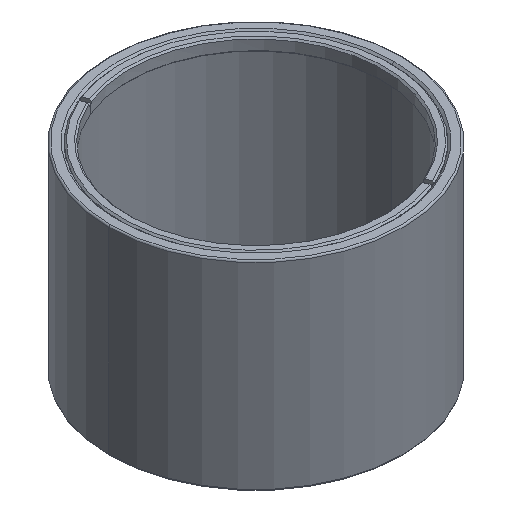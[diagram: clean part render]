
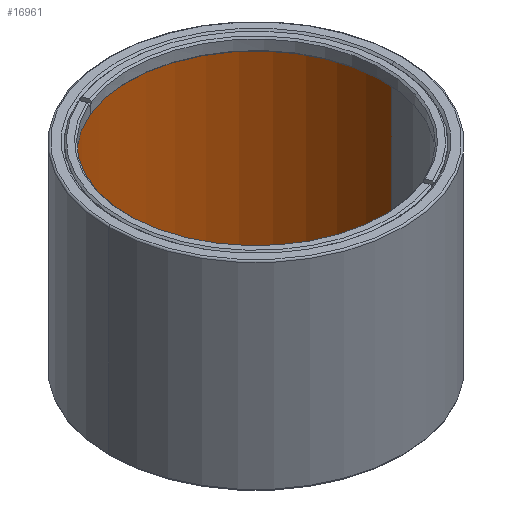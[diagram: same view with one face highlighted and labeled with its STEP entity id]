
A CAD part, isometric view. The second image highlights one B-rep face of the part: STEP entity #16961.
In plain terms, the highlighted cylindrical face has radius 25.845 mm (diameter 51.69 mm), a partial arc.
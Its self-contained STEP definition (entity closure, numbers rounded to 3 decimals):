
#155 = CARTESIAN_POINT ( 'NONE',  ( -57.512, 1.51, 18.6 ) ) ;
#322 = CARTESIAN_POINT ( 'NONE',  ( -5.822, 1.51, -18.6 ) ) ;
#1515 = ORIENTED_EDGE ( 'NONE', *, *, #9580, .T. ) ;
#1558 = DIRECTION ( 'NONE',  ( 0., 0., -1. ) ) ;
#2138 = CIRCLE ( 'NONE', #15024, 25.845 ) ;
#4169 = VECTOR ( 'NONE', #15865, 1000. ) ;
#4435 = VERTEX_POINT ( 'NONE', #10741 ) ;
#4555 = CARTESIAN_POINT ( 'NONE',  ( -5.822, 1.51, 18.6 ) ) ;
#5049 = DIRECTION ( 'NONE',  ( 0., 0., -1. ) ) ;
#5964 = DIRECTION ( 'NONE',  ( 1., 0., 0. ) ) ;
#6927 = EDGE_CURVE ( 'NONE', #20209, #4435, #24348, .T. ) ;
#6991 = DIRECTION ( 'NONE',  ( -1., 0., 0. ) ) ;
#8293 = VERTEX_POINT ( 'NONE', #322 ) ;
#8881 = CARTESIAN_POINT ( 'NONE',  ( -31.667, 1.51, -19. ) ) ;
#8926 = ORIENTED_EDGE ( 'NONE', *, *, #9414, .T. ) ;
#9281 = AXIS2_PLACEMENT_3D ( 'NONE', #8881, #24242, #6991 ) ;
#9414 = EDGE_CURVE ( 'NONE', #24473, #20209, #9787, .T. ) ;
#9580 = EDGE_CURVE ( 'NONE', #4435, #8293, #2138, .T. ) ;
#9787 = CIRCLE ( 'NONE', #23860, 25.845 ) ;
#10741 = CARTESIAN_POINT ( 'NONE',  ( -57.512, 1.51, -18.6 ) ) ;
#11491 = DIRECTION ( 'NONE',  ( 0., 0., 1. ) ) ;
#11732 = ORIENTED_EDGE ( 'NONE', *, *, #6927, .T. ) ;
#12528 = FACE_OUTER_BOUND ( 'NONE', #23052, .T. ) ;
#13852 = EDGE_CURVE ( 'NONE', #24473, #8293, #16231, .T. ) ;
#14063 = ORIENTED_EDGE ( 'NONE', *, *, #13852, .F. ) ;
#15024 = AXIS2_PLACEMENT_3D ( 'NONE', #22296, #5049, #16390 ) ;
#15289 = CARTESIAN_POINT ( 'NONE',  ( -31.667, 1.51, 18.6 ) ) ;
#15865 = DIRECTION ( 'NONE',  ( 0., 0., -1. ) ) ;
#16221 = VECTOR ( 'NONE', #1558, 1000. ) ;
#16231 = LINE ( 'NONE', #17990, #4169 ) ;
#16390 = DIRECTION ( 'NONE',  ( -1., 0., 0. ) ) ;
#16915 = CARTESIAN_POINT ( 'NONE',  ( -57.512, 1.51, -19. ) ) ;
#16961 = ADVANCED_FACE ( 'NONE', ( #12528 ), #23881, .F. ) ;
#17990 = CARTESIAN_POINT ( 'NONE',  ( -5.822, 1.51, -19. ) ) ;
#20209 = VERTEX_POINT ( 'NONE', #155 ) ;
#22296 = CARTESIAN_POINT ( 'NONE',  ( -31.667, 1.51, -18.6 ) ) ;
#23052 = EDGE_LOOP ( 'NONE', ( #14063, #8926, #11732, #1515 ) ) ;
#23860 = AXIS2_PLACEMENT_3D ( 'NONE', #15289, #11491, #5964 ) ;
#23881 = CYLINDRICAL_SURFACE ( 'NONE', #9281, 25.845 ) ;
#24242 = DIRECTION ( 'NONE',  ( 0., 0., -1. ) ) ;
#24348 = LINE ( 'NONE', #16915, #16221 ) ;
#24473 = VERTEX_POINT ( 'NONE', #4555 ) ;
